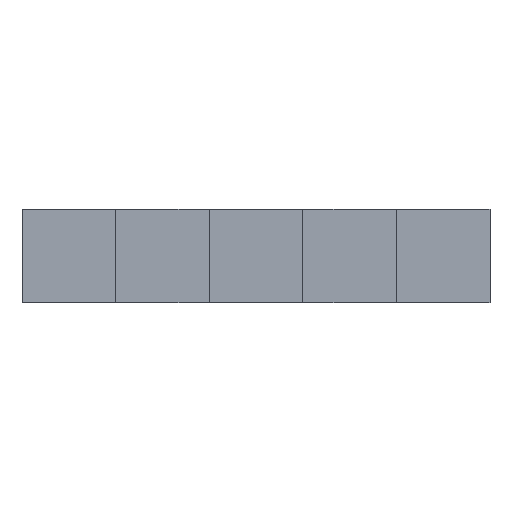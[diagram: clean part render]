
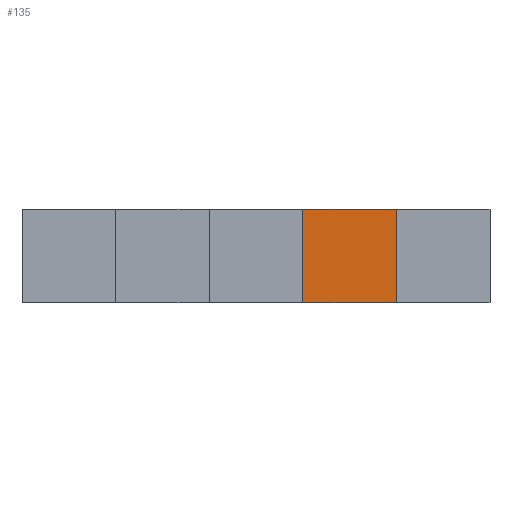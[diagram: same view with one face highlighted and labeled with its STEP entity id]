
A CAD part, front view. The second image highlights one B-rep face of the part: STEP entity #135.
In plain terms, the highlighted planar face has unit normal (0, -1, 0).
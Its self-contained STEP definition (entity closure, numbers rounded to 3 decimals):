
#135=ADVANCED_FACE('',(#721),#723,.T.);
#721=FACE_BOUND('',#722,.T.);
#722=EDGE_LOOP('',(#1309,#1310,#1311,#1312));
#723=PLANE('',#724);
#724=AXIS2_PLACEMENT_3D('',#725,#726,#727);
#725=CARTESIAN_POINT('',(-3.,-75.,0.));
#726=DIRECTION('',(0.,-1.,0.));
#727=DIRECTION('',(1.,0.,0.));
#1309=ORIENTED_EDGE('',*,*,#1623,.T.);
#1310=ORIENTED_EDGE('',*,*,#1365,.T.);
#1311=ORIENTED_EDGE('',*,*,#1622,.T.);
#1312=ORIENTED_EDGE('',*,*,#1533,.F.);
#1365=EDGE_CURVE('',#1650,#1648,#1651,.T.);
#1533=EDGE_CURVE('',#1984,#1986,#1987,.T.);
#1622=EDGE_CURVE('',#1648,#1986,#2082,.T.);
#1623=EDGE_CURVE('',#1984,#1650,#2083,.F.);
#1648=VERTEX_POINT('',#2122);
#1650=VERTEX_POINT('',#2126);
#1651=LINE('',#2127,#2128);
#1984=VERTEX_POINT('',#2794);
#1986=VERTEX_POINT('',#2798);
#1987=LINE('',#2799,#2800);
#2082=LINE('',#3072,#3073);
#2083=LINE('',#3075,#3076);
#2122=CARTESIAN_POINT('',(3.,-75.,0.));
#2126=CARTESIAN_POINT('',(1.,-75.,0.));
#2127=CARTESIAN_POINT('',(1.,-75.,0.));
#2128=VECTOR('',#2129,1.);
#2129=DIRECTION('',(1.,0.,0.));
#2794=CARTESIAN_POINT('',(1.,-75.,2.));
#2798=CARTESIAN_POINT('',(3.,-75.,2.));
#2799=CARTESIAN_POINT('',(1.,-75.,2.));
#2800=VECTOR('',#2801,1.);
#2801=DIRECTION('',(1.,0.,0.));
#3072=CARTESIAN_POINT('',(3.,-75.,0.));
#3073=VECTOR('',#3074,1.);
#3074=DIRECTION('',(0.,0.,1.));
#3075=CARTESIAN_POINT('',(1.,-75.,0.));
#3076=VECTOR('',#3077,1.);
#3077=DIRECTION('',(0.,0.,1.));
